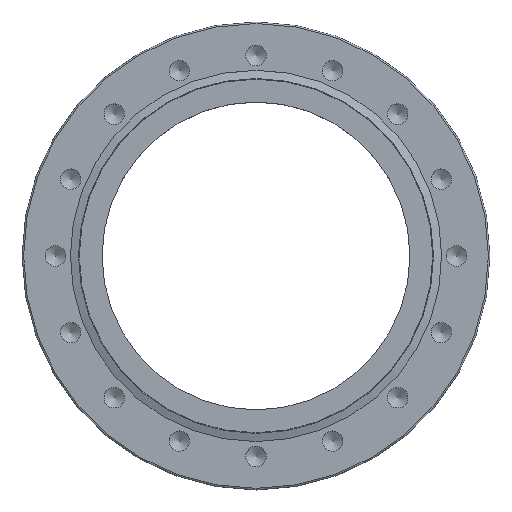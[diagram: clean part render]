
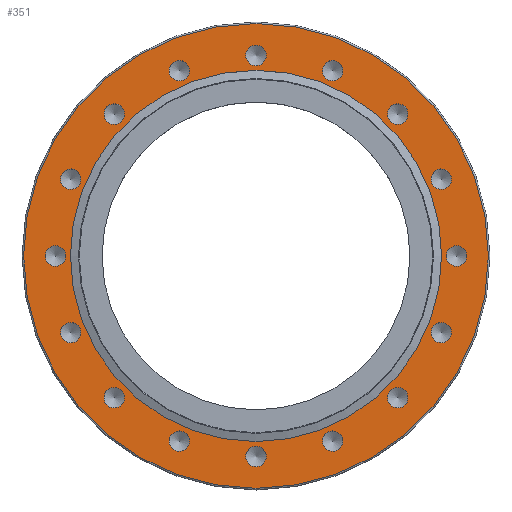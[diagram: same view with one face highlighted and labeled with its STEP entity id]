
A CAD part, top view. The second image highlights one B-rep face of the part: STEP entity #351.
In plain terms, the highlighted planar face has unit normal (0, 0, 1).
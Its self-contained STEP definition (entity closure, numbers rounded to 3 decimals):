
#141=CARTESIAN_POINT('',(75.5,0.,24.));
#142=VERTEX_POINT('',#141);
#143=CARTESIAN_POINT('',(0.0,0.0,24.));
#144=DIRECTION('',(0.0,0.0,-1.0));
#145=DIRECTION('',(-1.0,0.0,0.0));
#146=AXIS2_PLACEMENT_3D('',#143,#144,#145);
#147=CIRCLE('',#146,75.5);
#148=EDGE_CURVE('',#142,#142,#147,.T.);
#156=CARTESIAN_POINT('',(0.0,0.0,24.));
#157=DIRECTION('',(0.0,0.0,-1.0));
#158=DIRECTION('',(-1.0,0.0,0.0));
#159=AXIS2_PLACEMENT_3D('',#156,#157,#158);
#160=PLANE('',#159);
#161=ORIENTED_EDGE('',*,*,#148,.F.);
#162=EDGE_LOOP('',(#161));
#163=FACE_OUTER_BOUND('',#162,.T.);
#164=CARTESIAN_POINT('',(3.324,65.15,24.));
#165=VERTEX_POINT('',#164);
#166=CARTESIAN_POINT('',(0.0,65.15,24.));
#167=DIRECTION('',(0.0,0.0,-1.0));
#168=DIRECTION('',(1.0,0.0,0.0));
#169=AXIS2_PLACEMENT_3D('',#166,#167,#168);
#170=CIRCLE('',#169,3.324);
#171=EDGE_CURVE('',#165,#165,#170,.T.);
#172=ORIENTED_EDGE('',*,*,#171,.T.);
#173=EDGE_LOOP('',(#172));
#174=FACE_BOUND('',#173,.T.);
#175=CARTESIAN_POINT('',(-21.861,61.463,24.));
#176=VERTEX_POINT('',#175);
#177=CARTESIAN_POINT('',(-24.932,60.191,24.));
#178=DIRECTION('',(0.0,0.0,-1.));
#179=DIRECTION('',(0.924,0.383,0.0));
#180=AXIS2_PLACEMENT_3D('',#177,#178,#179);
#181=CIRCLE('',#180,3.324);
#182=EDGE_CURVE('',#176,#176,#181,.T.);
#183=ORIENTED_EDGE('',*,*,#182,.T.);
#184=EDGE_LOOP('',(#183));
#185=FACE_BOUND('',#184,.T.);
#186=CARTESIAN_POINT('',(-43.718,48.418,24.));
#187=VERTEX_POINT('',#186);
#188=CARTESIAN_POINT('',(-46.068,46.068,24.));
#189=DIRECTION('',(0.0,0.0,-1.));
#190=DIRECTION('',(0.707,0.707,0.0));
#191=AXIS2_PLACEMENT_3D('',#188,#189,#190);
#192=CIRCLE('',#191,3.324);
#193=EDGE_CURVE('',#187,#187,#192,.T.);
#194=ORIENTED_EDGE('',*,*,#193,.T.);
#195=EDGE_LOOP('',(#194));
#196=FACE_BOUND('',#195,.T.);
#197=CARTESIAN_POINT('',(-58.919,28.002,24.));
#198=VERTEX_POINT('',#197);
#199=CARTESIAN_POINT('',(-60.191,24.932,24.));
#200=DIRECTION('',(0.0,0.0,-1.0));
#201=DIRECTION('',(0.383,0.924,0.0));
#202=AXIS2_PLACEMENT_3D('',#199,#200,#201);
#203=CIRCLE('',#202,3.324);
#204=EDGE_CURVE('',#198,#198,#203,.T.);
#205=ORIENTED_EDGE('',*,*,#204,.T.);
#206=EDGE_LOOP('',(#205));
#207=FACE_BOUND('',#206,.T.);
#208=CARTESIAN_POINT('',(-65.15,3.324,24.));
#209=VERTEX_POINT('',#208);
#210=CARTESIAN_POINT('',(-65.15,0.,24.));
#211=DIRECTION('',(0.0,0.0,-1.0));
#212=DIRECTION('',(0.0,1.0,0.0));
#213=AXIS2_PLACEMENT_3D('',#210,#211,#212);
#214=CIRCLE('',#213,3.324);
#215=EDGE_CURVE('',#209,#209,#214,.T.);
#216=ORIENTED_EDGE('',*,*,#215,.T.);
#217=EDGE_LOOP('',(#216));
#218=FACE_BOUND('',#217,.T.);
#219=CARTESIAN_POINT('',(-61.463,-21.861,24.));
#220=VERTEX_POINT('',#219);
#221=CARTESIAN_POINT('',(-60.191,-24.932,24.));
#222=DIRECTION('',(0.0,0.0,-1.0));
#223=DIRECTION('',(-0.383,0.924,0.0));
#224=AXIS2_PLACEMENT_3D('',#221,#222,#223);
#225=CIRCLE('',#224,3.324);
#226=EDGE_CURVE('',#220,#220,#225,.T.);
#227=ORIENTED_EDGE('',*,*,#226,.T.);
#228=EDGE_LOOP('',(#227));
#229=FACE_BOUND('',#228,.T.);
#230=CARTESIAN_POINT('',(-48.418,-43.718,24.));
#231=VERTEX_POINT('',#230);
#232=CARTESIAN_POINT('',(-46.068,-46.068,24.));
#233=DIRECTION('',(0.0,0.0,-1.0));
#234=DIRECTION('',(-0.707,0.707,0.0));
#235=AXIS2_PLACEMENT_3D('',#232,#233,#234);
#236=CIRCLE('',#235,3.324);
#237=EDGE_CURVE('',#231,#231,#236,.T.);
#238=ORIENTED_EDGE('',*,*,#237,.T.);
#239=EDGE_LOOP('',(#238));
#240=FACE_BOUND('',#239,.T.);
#241=CARTESIAN_POINT('',(-28.002,-58.919,24.));
#242=VERTEX_POINT('',#241);
#243=CARTESIAN_POINT('',(-24.932,-60.191,24.));
#244=DIRECTION('',(0.0,0.0,-1.0));
#245=DIRECTION('',(-0.924,0.383,0.0));
#246=AXIS2_PLACEMENT_3D('',#243,#244,#245);
#247=CIRCLE('',#246,3.324);
#248=EDGE_CURVE('',#242,#242,#247,.T.);
#249=ORIENTED_EDGE('',*,*,#248,.T.);
#250=EDGE_LOOP('',(#249));
#251=FACE_BOUND('',#250,.T.);
#252=CARTESIAN_POINT('',(-3.324,-65.15,24.));
#253=VERTEX_POINT('',#252);
#254=CARTESIAN_POINT('',(0.,-65.15,24.));
#255=DIRECTION('',(0.0,0.0,-1.0));
#256=DIRECTION('',(-1.0,0.0,0.0));
#257=AXIS2_PLACEMENT_3D('',#254,#255,#256);
#258=CIRCLE('',#257,3.324);
#259=EDGE_CURVE('',#253,#253,#258,.T.);
#260=ORIENTED_EDGE('',*,*,#259,.T.);
#261=EDGE_LOOP('',(#260));
#262=FACE_BOUND('',#261,.T.);
#263=CARTESIAN_POINT('',(21.861,-61.463,24.));
#264=VERTEX_POINT('',#263);
#265=CARTESIAN_POINT('',(24.932,-60.191,24.));
#266=DIRECTION('',(0.0,0.0,-1.0));
#267=DIRECTION('',(-0.924,-0.383,0.0));
#268=AXIS2_PLACEMENT_3D('',#265,#266,#267);
#269=CIRCLE('',#268,3.324);
#270=EDGE_CURVE('',#264,#264,#269,.T.);
#271=ORIENTED_EDGE('',*,*,#270,.T.);
#272=EDGE_LOOP('',(#271));
#273=FACE_BOUND('',#272,.T.);
#274=CARTESIAN_POINT('',(43.718,-48.418,24.));
#275=VERTEX_POINT('',#274);
#276=CARTESIAN_POINT('',(46.068,-46.068,24.));
#277=DIRECTION('',(0.0,0.0,-1.0));
#278=DIRECTION('',(-0.707,-0.707,0.0));
#279=AXIS2_PLACEMENT_3D('',#276,#277,#278);
#280=CIRCLE('',#279,3.324);
#281=EDGE_CURVE('',#275,#275,#280,.T.);
#282=ORIENTED_EDGE('',*,*,#281,.T.);
#283=EDGE_LOOP('',(#282));
#284=FACE_BOUND('',#283,.T.);
#285=CARTESIAN_POINT('',(58.919,-28.002,24.));
#286=VERTEX_POINT('',#285);
#287=CARTESIAN_POINT('',(60.191,-24.932,24.));
#288=DIRECTION('',(0.0,0.0,-1.));
#289=DIRECTION('',(-0.383,-0.924,0.0));
#290=AXIS2_PLACEMENT_3D('',#287,#288,#289);
#291=CIRCLE('',#290,3.324);
#292=EDGE_CURVE('',#286,#286,#291,.T.);
#293=ORIENTED_EDGE('',*,*,#292,.T.);
#294=EDGE_LOOP('',(#293));
#295=FACE_BOUND('',#294,.T.);
#296=CARTESIAN_POINT('',(65.15,-3.324,24.));
#297=VERTEX_POINT('',#296);
#298=CARTESIAN_POINT('',(65.15,0.,24.));
#299=DIRECTION('',(0.0,0.0,-1.0));
#300=DIRECTION('',(0.0,-1.0,0.0));
#301=AXIS2_PLACEMENT_3D('',#298,#299,#300);
#302=CIRCLE('',#301,3.324);
#303=EDGE_CURVE('',#297,#297,#302,.T.);
#304=ORIENTED_EDGE('',*,*,#303,.T.);
#305=EDGE_LOOP('',(#304));
#306=FACE_BOUND('',#305,.T.);
#307=CARTESIAN_POINT('',(61.463,21.861,24.));
#308=VERTEX_POINT('',#307);
#309=CARTESIAN_POINT('',(60.191,24.932,24.));
#310=DIRECTION('',(0.0,0.0,-1.0));
#311=DIRECTION('',(0.383,-0.924,0.0));
#312=AXIS2_PLACEMENT_3D('',#309,#310,#311);
#313=CIRCLE('',#312,3.324);
#314=EDGE_CURVE('',#308,#308,#313,.T.);
#315=ORIENTED_EDGE('',*,*,#314,.T.);
#316=EDGE_LOOP('',(#315));
#317=FACE_BOUND('',#316,.T.);
#318=CARTESIAN_POINT('',(48.418,43.718,24.));
#319=VERTEX_POINT('',#318);
#320=CARTESIAN_POINT('',(46.068,46.068,24.));
#321=DIRECTION('',(0.0,0.0,-1.0));
#322=DIRECTION('',(0.707,-0.707,0.0));
#323=AXIS2_PLACEMENT_3D('',#320,#321,#322);
#324=CIRCLE('',#323,3.324);
#325=EDGE_CURVE('',#319,#319,#324,.T.);
#326=ORIENTED_EDGE('',*,*,#325,.T.);
#327=EDGE_LOOP('',(#326));
#328=FACE_BOUND('',#327,.T.);
#329=CARTESIAN_POINT('',(28.002,58.919,24.));
#330=VERTEX_POINT('',#329);
#331=CARTESIAN_POINT('',(24.932,60.191,24.));
#332=DIRECTION('',(0.0,0.0,-1.));
#333=DIRECTION('',(0.924,-0.383,0.0));
#334=AXIS2_PLACEMENT_3D('',#331,#332,#333);
#335=CIRCLE('',#334,3.324);
#336=EDGE_CURVE('',#330,#330,#335,.T.);
#337=ORIENTED_EDGE('',*,*,#336,.T.);
#338=EDGE_LOOP('',(#337));
#339=FACE_BOUND('',#338,.T.);
#340=CARTESIAN_POINT('',(0.0,-60.3,24.));
#341=VERTEX_POINT('',#340);
#342=CARTESIAN_POINT('',(0.0,0.0,24.));
#343=DIRECTION('',(0.0,0.0,-1.0));
#344=DIRECTION('',(0.0,-1.0,0.0));
#345=AXIS2_PLACEMENT_3D('',#342,#343,#344);
#346=CIRCLE('',#345,60.3);
#347=EDGE_CURVE('',#341,#341,#346,.T.);
#348=ORIENTED_EDGE('',*,*,#347,.T.);
#349=EDGE_LOOP('',(#348));
#350=FACE_BOUND('',#349,.T.);
#351=ADVANCED_FACE('',(#163,#174,#185,#196,#207,#218,#229,#240,#251,#262,#273,#284,#295,#306,#317,#328,#339,#350),#160,.F.);
